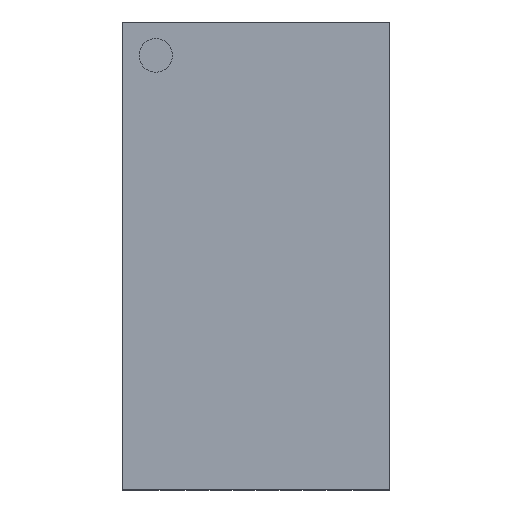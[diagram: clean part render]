
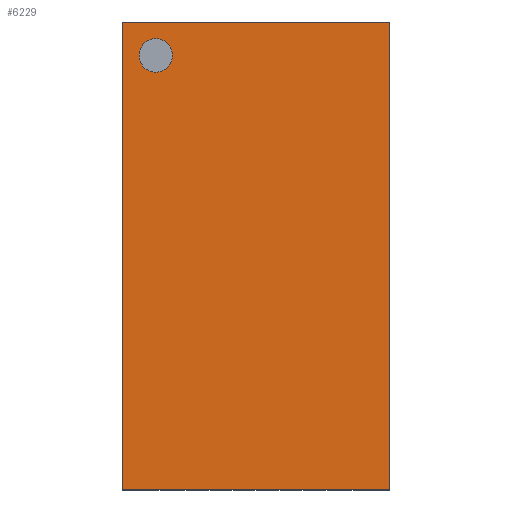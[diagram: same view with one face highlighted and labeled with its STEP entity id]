
A CAD part, top view. The second image highlights one B-rep face of the part: STEP entity #6229.
In plain terms, the highlighted planar face has unit normal (0, 0, 1).
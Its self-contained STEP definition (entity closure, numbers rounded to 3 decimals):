
#57=FACE_BOUND($,#709,.T.);
#61=CIRCLE($,#6654,0.25);
#325=FACE_OUTER_BOUND($,#708,.T.);
#708=EDGE_LOOP($,(#4237,#4238,#4239,#4240));
#709=EDGE_LOOP($,(#4241));
#1170=LINE($,#9354,#1926);
#1171=LINE($,#9356,#1927);
#1172=LINE($,#9358,#1928);
#1173=LINE($,#9359,#1929);
#1926=VECTOR($,#7463,4.);
#1927=VECTOR($,#7464,7.);
#1928=VECTOR($,#7465,4.);
#1929=VECTOR($,#7466,7.);
#2571=VERTEX_POINT($,#9024);
#2716=VERTEX_POINT($,#9352);
#2717=VERTEX_POINT($,#9353);
#2718=VERTEX_POINT($,#9355);
#2719=VERTEX_POINT($,#9357);
#3179=EDGE_CURVE($,#2571,#2571,#61,.T.);
#3324=EDGE_CURVE($,#2716,#2717,#1170,.T.);
#3325=EDGE_CURVE($,#2717,#2718,#1171,.T.);
#3326=EDGE_CURVE($,#2718,#2719,#1172,.T.);
#3327=EDGE_CURVE($,#2719,#2716,#1173,.T.);
#4237=ORIENTED_EDGE($,*,*,#3324,.T.);
#4238=ORIENTED_EDGE($,*,*,#3325,.T.);
#4239=ORIENTED_EDGE($,*,*,#3326,.T.);
#4240=ORIENTED_EDGE($,*,*,#3327,.T.);
#4241=ORIENTED_EDGE($,*,*,#3179,.T.);
#5920=PLANE($,#6728);
#6229=ADVANCED_FACE($,(#325,#57),#5920,.T.);
#6654=AXIS2_PLACEMENT_3D($,#9025,#7205,#7206);
#6728=AXIS2_PLACEMENT_3D($,#9351,#7461,#7462);
#7205=DIRECTION('center_axis',(0.,0.,-1.));
#7206=DIRECTION('ref_axis',(-1.,0.,0.));
#7461=DIRECTION('center_axis',(0.,0.,1.));
#7462=DIRECTION('ref_axis',(0.,-1.,0.));
#7463=DIRECTION($,(1.,0.,0.));
#7464=DIRECTION($,(0.,1.,0.));
#7465=DIRECTION($,(-1.,0.,0.));
#7466=DIRECTION($,(0.,-1.,0.));
#9024=CARTESIAN_POINT('',(-1.25,3.,0.8));
#9025=CARTESIAN_POINT('Origin',(-1.5,3.,0.8));
#9351=CARTESIAN_POINT('Origin',(0.,0.,0.8));
#9352=CARTESIAN_POINT('',(-2.,-3.5,0.8));
#9353=CARTESIAN_POINT('',(2.,-3.5,0.8));
#9354=CARTESIAN_POINT($,(0.,-3.5,0.8));
#9355=CARTESIAN_POINT('',(2.,3.5,0.8));
#9356=CARTESIAN_POINT($,(2.,0.,0.8));
#9357=CARTESIAN_POINT('',(-2.,3.5,0.8));
#9358=CARTESIAN_POINT($,(0.,3.5,0.8));
#9359=CARTESIAN_POINT($,(-2.,0.,0.8));
